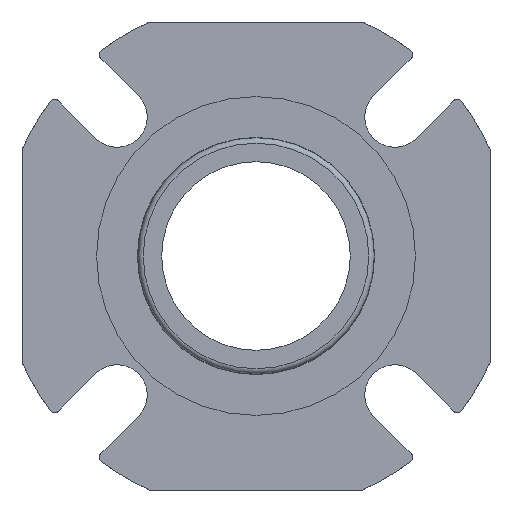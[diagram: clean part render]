
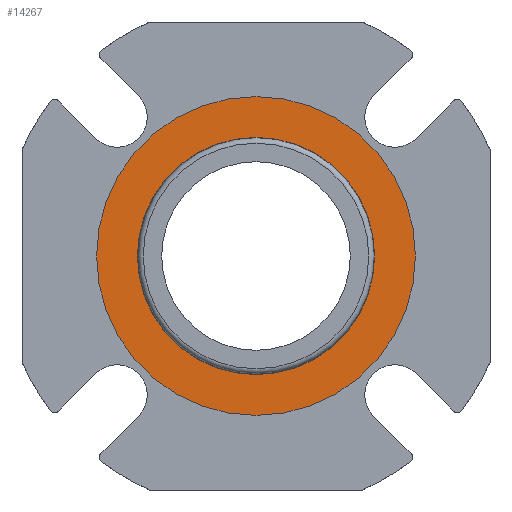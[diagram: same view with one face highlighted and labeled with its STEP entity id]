
A CAD part, left-side view. The second image highlights one B-rep face of the part: STEP entity #14267.
In plain terms, the highlighted planar face has unit normal (-1, 0, 0).
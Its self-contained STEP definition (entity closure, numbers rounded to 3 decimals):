
#3106=PLANE('',#15631);
#7315=ORIENTED_EDGE('',*,*,#9425,.F.);
#7316=ORIENTED_EDGE('',*,*,#9427,.T.);
#9425=EDGE_CURVE('',#10764,#10764,#11370,.F.);
#9427=EDGE_CURVE('',#10766,#10766,#11372,.T.);
#10764=VERTEX_POINT('',#27855);
#10766=VERTEX_POINT('',#27862);
#11370=CIRCLE('',#15625,34.595);
#11372=CIRCLE('',#15630,46.5);
#12267=EDGE_LOOP('',(#7315));
#12268=EDGE_LOOP('',(#7316));
#13167=FACE_BOUND('',#12267,.T.);
#13168=FACE_BOUND('',#12268,.T.);
#14267=ADVANCED_FACE('',(#13167,#13168),#3106,.F.);
#15625=AXIS2_PLACEMENT_3D('',#27854,#19349,#19350);
#15630=AXIS2_PLACEMENT_3D('',#27861,#19359,#19360);
#15631=AXIS2_PLACEMENT_3D('',#27863,#19361,#19362);
#19349=DIRECTION('',(1.,0.,0.));
#19350=DIRECTION('',(0.,0.,-1.));
#19359=DIRECTION('',(-1.,0.,0.));
#19360=DIRECTION('',(0.,0.,1.));
#19361=DIRECTION('',(1.,0.,0.));
#19362=DIRECTION('',(0.,0.,-1.));
#27854=CARTESIAN_POINT('',(-13.97,0.,0.));
#27855=CARTESIAN_POINT('',(-13.97,0.,-34.595));
#27861=CARTESIAN_POINT('',(-13.97,0.,0.));
#27862=CARTESIAN_POINT('',(-13.97,0.,46.5));
#27863=CARTESIAN_POINT('',(-13.97,0.,46.5));
